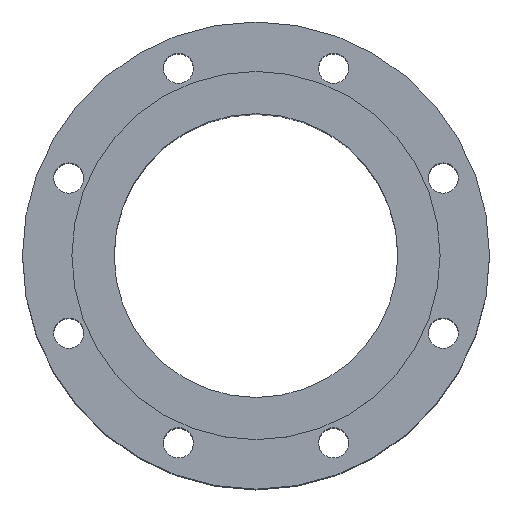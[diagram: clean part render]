
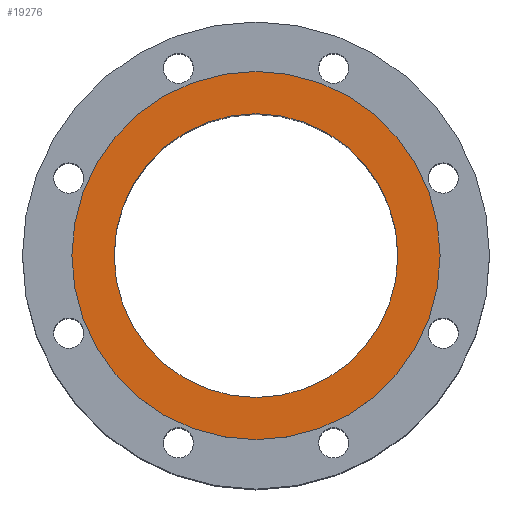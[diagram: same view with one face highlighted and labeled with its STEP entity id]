
A CAD part, top view. The second image highlights one B-rep face of the part: STEP entity #19276.
In plain terms, the highlighted planar face has unit normal (0, 0, 1).
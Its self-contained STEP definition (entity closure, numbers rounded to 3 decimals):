
#666 = ORIENTED_EDGE ( 'NONE', *, *, #18897, .F. ) ;
#1244 = CARTESIAN_POINT ( 'NONE',  ( 0., 134., 0. ) ) ;
#1539 = FACE_BOUND ( 'NONE', #6585, .T. ) ;
#1556 = CIRCLE ( 'NONE', #22014, 134. ) ;
#2190 = EDGE_CURVE ( 'NONE', #23147, #23138, #23855, .T. ) ;
#2597 = VERTEX_POINT ( 'NONE', #11616 ) ;
#3233 = EDGE_CURVE ( 'NONE', #2597, #5017, #13043, .T. ) ;
#3289 = CARTESIAN_POINT ( 'NONE',  ( 134., 0., 0. ) ) ;
#3435 = DIRECTION ( 'NONE',  ( 0., 0., -1. ) ) ;
#4227 = DIRECTION ( 'NONE',  ( 0., 0., 1. ) ) ;
#5017 = VERTEX_POINT ( 'NONE', #5207 ) ;
#5207 = CARTESIAN_POINT ( 'NONE',  ( -103.25, 0., 0. ) ) ;
#6585 = EDGE_LOOP ( 'NONE', ( #17149, #666 ) ) ;
#7341 = CARTESIAN_POINT ( 'NONE',  ( 0., 0., 0. ) ) ;
#10791 = AXIS2_PLACEMENT_3D ( 'NONE', #27106, #11675, #22450 ) ;
#11315 = AXIS2_PLACEMENT_3D ( 'NONE', #7341, #20867, #11869 ) ;
#11616 = CARTESIAN_POINT ( 'NONE',  ( 103.25, 0., 0. ) ) ;
#11675 = DIRECTION ( 'NONE',  ( 0., 0., 1. ) ) ;
#11869 = DIRECTION ( 'NONE',  ( 1., 0., 0. ) ) ;
#12178 = FACE_OUTER_BOUND ( 'NONE', #24930, .T. ) ;
#13043 = CIRCLE ( 'NONE', #27935, 103.25 ) ;
#13128 = DIRECTION ( 'NONE',  ( 1., 0., 0. ) ) ;
#13404 = CARTESIAN_POINT ( 'NONE',  ( 0., 0., 0. ) ) ;
#14803 = EDGE_CURVE ( 'NONE', #23138, #23147, #1556, .T. ) ;
#14867 = DIRECTION ( 'NONE',  ( 1., 0., 0. ) ) ;
#15300 = DIRECTION ( 'NONE',  ( 0., 0., 1. ) ) ;
#17149 = ORIENTED_EDGE ( 'NONE', *, *, #3233, .F. ) ;
#17488 = CARTESIAN_POINT ( 'NONE',  ( 0., 0., 0. ) ) ;
#18858 = DIRECTION ( 'NONE',  ( -1., 0., 0. ) ) ;
#18897 = EDGE_CURVE ( 'NONE', #5017, #2597, #25675, .T. ) ;
#19276 = ADVANCED_FACE ( 'NONE', ( #1539, #12178 ), #26000, .F. ) ;
#19671 = ORIENTED_EDGE ( 'NONE', *, *, #14803, .T. ) ;
#20867 = DIRECTION ( 'NONE',  ( 0., 0., 1. ) ) ;
#22014 = AXIS2_PLACEMENT_3D ( 'NONE', #17488, #15300, #14867 ) ;
#22450 = DIRECTION ( 'NONE',  ( 1., 0., 0. ) ) ;
#23138 = VERTEX_POINT ( 'NONE', #23240 ) ;
#23147 = VERTEX_POINT ( 'NONE', #3289 ) ;
#23240 = CARTESIAN_POINT ( 'NONE',  ( -134., 0., 0. ) ) ;
#23588 = ORIENTED_EDGE ( 'NONE', *, *, #2190, .T. ) ;
#23855 = CIRCLE ( 'NONE', #11315, 134. ) ;
#24930 = EDGE_LOOP ( 'NONE', ( #23588, #19671 ) ) ;
#25675 = CIRCLE ( 'NONE', #10791, 103.25 ) ;
#26000 = PLANE ( 'NONE',  #27552 ) ;
#27106 = CARTESIAN_POINT ( 'NONE',  ( 0., 0., 0. ) ) ;
#27552 = AXIS2_PLACEMENT_3D ( 'NONE', #1244, #3435, #18858 ) ;
#27935 = AXIS2_PLACEMENT_3D ( 'NONE', #13404, #4227, #13128 ) ;
